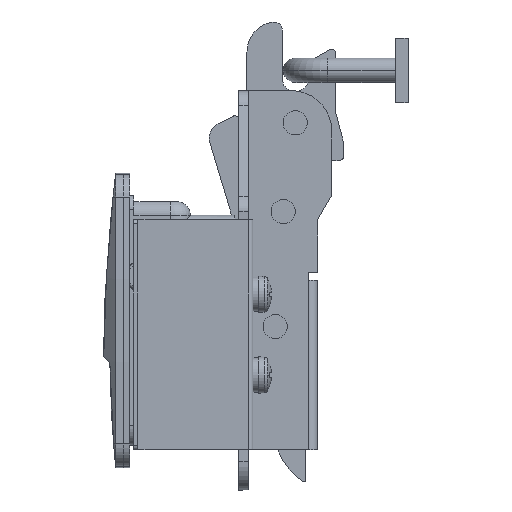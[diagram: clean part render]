
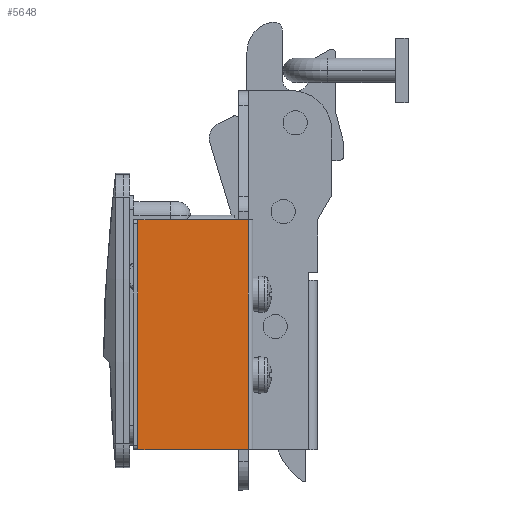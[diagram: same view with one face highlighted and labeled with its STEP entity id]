
A CAD part, left-side view. The second image highlights one B-rep face of the part: STEP entity #5648.
In plain terms, the highlighted face is planar.
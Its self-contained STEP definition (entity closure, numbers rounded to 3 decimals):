
#85 = CARTESIAN_POINT ( 'NONE',  ( 18.2, 0., 28.5 ) ) ;
#201 = CARTESIAN_POINT ( 'NONE',  ( 18.2, 0., -28.5 ) ) ;
#330 = DIRECTION ( 'NONE',  ( 0., -1., 0. ) ) ;
#551 = LINE ( 'NONE', #8085, #16393 ) ;
#809 = EDGE_CURVE ( 'NONE', #16023, #11989, #11400, .T. ) ;
#1012 = CARTESIAN_POINT ( 'NONE',  ( 18.2, 1.2, -28.5 ) ) ;
#1277 = CARTESIAN_POINT ( 'NONE',  ( 18.2, 28.5, 28.5 ) ) ;
#4112 = EDGE_CURVE ( 'NONE', #10359, #16023, #21836, .T. ) ;
#5648 = ADVANCED_FACE ( 'NONE', ( #10723 ), #11306, .T. ) ;
#5716 = CARTESIAN_POINT ( 'NONE',  ( 18.2, 1.2, 28.5 ) ) ;
#7339 = ORIENTED_EDGE ( 'NONE', *, *, #4112, .F. ) ;
#7530 = VECTOR ( 'NONE', #330, 1000. ) ;
#7609 = AXIS2_PLACEMENT_3D ( 'NONE', #22587, #18946, #19029 ) ;
#7882 = ORIENTED_EDGE ( 'NONE', *, *, #9069, .T. ) ;
#7962 = VECTOR ( 'NONE', #22723, 1000. ) ;
#8085 = CARTESIAN_POINT ( 'NONE',  ( 18.2, 1.2, 28.5 ) ) ;
#8113 = EDGE_CURVE ( 'NONE', #10359, #14280, #22271, .T. ) ;
#9069 = EDGE_CURVE ( 'NONE', #14280, #11989, #551, .T. ) ;
#10359 = VERTEX_POINT ( 'NONE', #1277 ) ;
#10723 = FACE_OUTER_BOUND ( 'NONE', #20579, .T. ) ;
#10878 = ORIENTED_EDGE ( 'NONE', *, *, #809, .F. ) ;
#11306 = PLANE ( 'NONE',  #7609 ) ;
#11400 = LINE ( 'NONE', #201, #7962 ) ;
#11989 = VERTEX_POINT ( 'NONE', #1012 ) ;
#13950 = DIRECTION ( 'NONE',  ( 0., 0., -1. ) ) ;
#14280 = VERTEX_POINT ( 'NONE', #5716 ) ;
#14609 = ORIENTED_EDGE ( 'NONE', *, *, #8113, .T. ) ;
#16023 = VERTEX_POINT ( 'NONE', #22061 ) ;
#16393 = VECTOR ( 'NONE', #13950, 1000. ) ;
#18946 = DIRECTION ( 'NONE',  ( 1., 0., 0. ) ) ;
#19029 = DIRECTION ( 'NONE',  ( 0., 0., -1. ) ) ;
#20579 = EDGE_LOOP ( 'NONE', ( #14609, #7882, #10878, #7339 ) ) ;
#20648 = DIRECTION ( 'NONE',  ( 0., 0., -1. ) ) ;
#20814 = CARTESIAN_POINT ( 'NONE',  ( 18.2, 28.5, 28.5 ) ) ;
#21836 = LINE ( 'NONE', #20814, #22425 ) ;
#22061 = CARTESIAN_POINT ( 'NONE',  ( 18.2, 28.5, -28.5 ) ) ;
#22271 = LINE ( 'NONE', #85, #7530 ) ;
#22425 = VECTOR ( 'NONE', #20648, 1000. ) ;
#22587 = CARTESIAN_POINT ( 'NONE',  ( 18.2, 0., 28.5 ) ) ;
#22723 = DIRECTION ( 'NONE',  ( 0., -1., 0. ) ) ;
